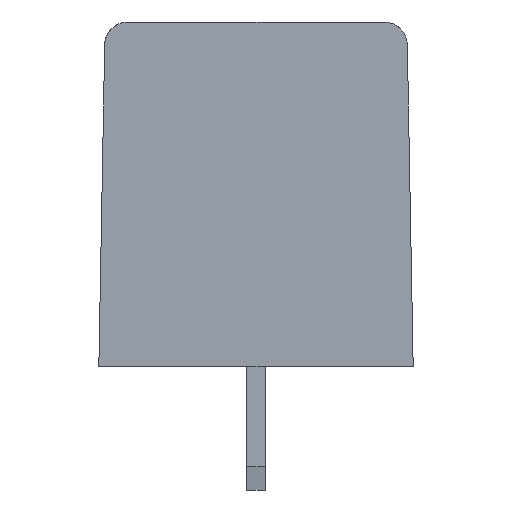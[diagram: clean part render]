
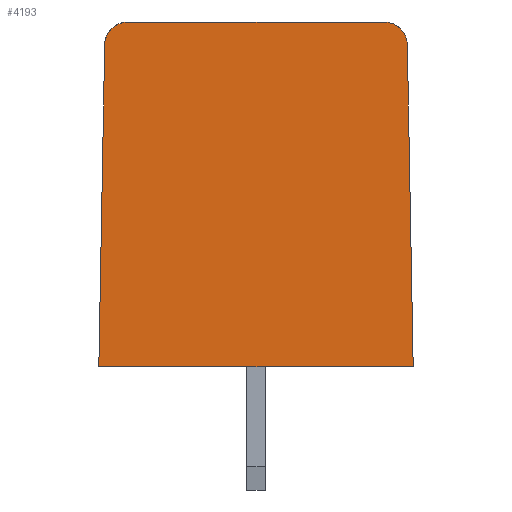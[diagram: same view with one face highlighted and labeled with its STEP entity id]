
A CAD part, left-side view. The second image highlights one B-rep face of the part: STEP entity #4193.
In plain terms, the highlighted planar face has unit normal (-1, 0, 0).
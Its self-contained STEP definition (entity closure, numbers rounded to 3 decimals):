
#4061 = VERTEX_POINT('',#4062);
#4062 = CARTESIAN_POINT('',(-0.375,5.5,14.8));
#4068 = EDGE_CURVE('',#4061,#4069,#4071,.T.);
#4069 = VERTEX_POINT('',#4070);
#4070 = CARTESIAN_POINT('',(-0.375,-5.5,14.8));
#4071 = LINE('',#4072,#4073);
#4072 = CARTESIAN_POINT('',(-0.375,6.75,14.8));
#4073 = VECTOR('',#4074,1.);
#4074 = DIRECTION('',(0.,-1.,0.));
#4108 = VERTEX_POINT('',#4109);
#4109 = CARTESIAN_POINT('',(-0.375,6.5,13.818));
#4115 = EDGE_CURVE('',#4108,#4061,#4116,.T.);
#4116 = CIRCLE('',#4117,1.);
#4117 = AXIS2_PLACEMENT_3D('',#4118,#4119,#4120);
#4118 = CARTESIAN_POINT('',(-0.375,5.5,13.8));
#4119 = DIRECTION('',(1.,0.,0.));
#4120 = DIRECTION('',(0.,1.,0.));
#4174 = EDGE_CURVE('',#4069,#4175,#4177,.T.);
#4175 = VERTEX_POINT('',#4176);
#4176 = CARTESIAN_POINT('',(-0.375,-6.5,13.818));
#4177 = CIRCLE('',#4178,1.);
#4178 = AXIS2_PLACEMENT_3D('',#4179,#4180,#4181);
#4179 = CARTESIAN_POINT('',(-0.375,-5.5,13.8));
#4180 = DIRECTION('',(1.,0.,0.));
#4181 = DIRECTION('',(0.,1.,0.));
#4193 = ADVANCED_FACE('',(#4194),#4221,.T.);
#4194 = FACE_BOUND('',#4195,.T.);
#4195 = EDGE_LOOP('',(#4196,#4204,#4212,#4218,#4219,#4220));
#4196 = ORIENTED_EDGE('',*,*,#4197,.F.);
#4197 = EDGE_CURVE('',#4198,#4108,#4200,.T.);
#4198 = VERTEX_POINT('',#4199);
#4199 = CARTESIAN_POINT('',(-0.375,6.75,0.));
#4200 = LINE('',#4201,#4202);
#4201 = CARTESIAN_POINT('',(-0.375,6.625,6.909));
#4202 = VECTOR('',#4203,1.);
#4203 = DIRECTION('',(0.,-0.018,1.));
#4204 = ORIENTED_EDGE('',*,*,#4205,.T.);
#4205 = EDGE_CURVE('',#4198,#4206,#4208,.T.);
#4206 = VERTEX_POINT('',#4207);
#4207 = CARTESIAN_POINT('',(-0.375,-6.75,0.));
#4208 = LINE('',#4209,#4210);
#4209 = CARTESIAN_POINT('',(-0.375,6.75,0.));
#4210 = VECTOR('',#4211,1.);
#4211 = DIRECTION('',(0.,-1.,0.));
#4212 = ORIENTED_EDGE('',*,*,#4213,.F.);
#4213 = EDGE_CURVE('',#4175,#4206,#4214,.T.);
#4214 = LINE('',#4215,#4216);
#4215 = CARTESIAN_POINT('',(-0.375,-6.748,0.122));
#4216 = VECTOR('',#4217,1.);
#4217 = DIRECTION('',(0.,-0.018,-1.));
#4218 = ORIENTED_EDGE('',*,*,#4174,.F.);
#4219 = ORIENTED_EDGE('',*,*,#4068,.F.);
#4220 = ORIENTED_EDGE('',*,*,#4115,.F.);
#4221 = PLANE('',#4222);
#4222 = AXIS2_PLACEMENT_3D('',#4223,#4224,#4225);
#4223 = CARTESIAN_POINT('',(-0.375,6.75,0.));
#4224 = DIRECTION('',(-1.,0.,0.));
#4225 = DIRECTION('',(0.,0.,1.));
